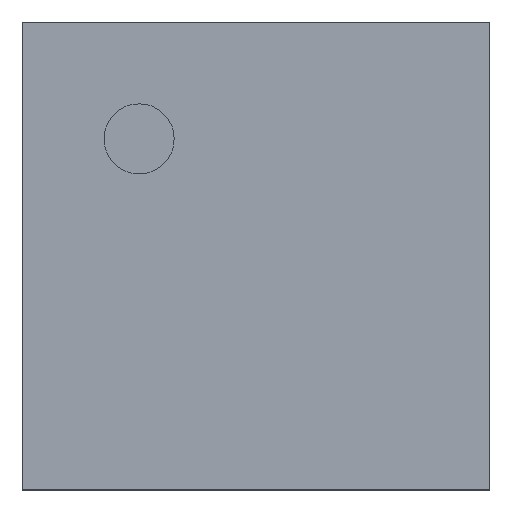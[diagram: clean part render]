
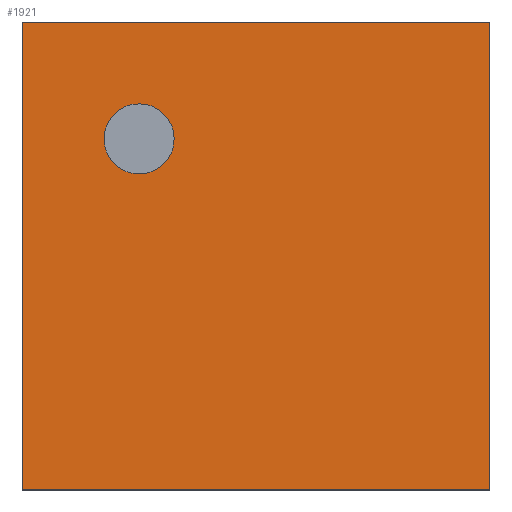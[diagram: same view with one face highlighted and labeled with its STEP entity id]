
A CAD part, top view. The second image highlights one B-rep face of the part: STEP entity #1921.
In plain terms, the highlighted planar face has unit normal (0, 0, 1).
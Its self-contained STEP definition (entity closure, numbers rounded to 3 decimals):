
#42 = VERTEX_POINT ( 'NONE', #1665 ) ;
#158 = VECTOR ( 'NONE', #247, 1000. ) ;
#165 = VERTEX_POINT ( 'NONE', #1243 ) ;
#227 = EDGE_CURVE ( 'NONE', #165, #1308, #1717, .T. ) ;
#242 = EDGE_LOOP ( 'NONE', ( #1983, #1626 ) ) ;
#247 = DIRECTION ( 'NONE',  ( 1., 0., 0. ) ) ;
#252 = EDGE_CURVE ( 'NONE', #394, #165, #920, .T. ) ;
#281 = DIRECTION ( 'NONE',  ( 0., 1., 0. ) ) ;
#296 = FACE_BOUND ( 'NONE', #242, .T. ) ;
#332 = AXIS2_PLACEMENT_3D ( 'NONE', #788, #835, #1836 ) ;
#394 = VERTEX_POINT ( 'NONE', #766 ) ;
#525 = DIRECTION ( 'NONE',  ( 0., 0., 1. ) ) ;
#542 = VECTOR ( 'NONE', #2003, 1000. ) ;
#554 = ORIENTED_EDGE ( 'NONE', *, *, #227, .T. ) ;
#559 = EDGE_LOOP ( 'NONE', ( #944, #1423, #554, #2017 ) ) ;
#692 = EDGE_CURVE ( 'NONE', #1356, #42, #947, .T. ) ;
#700 = DIRECTION ( 'NONE',  ( 0., 0., -1. ) ) ;
#747 = AXIS2_PLACEMENT_3D ( 'NONE', #1264, #525, #1293 ) ;
#766 = CARTESIAN_POINT ( 'NONE',  ( -1., -1., 0.95 ) ) ;
#788 = CARTESIAN_POINT ( 'NONE',  ( -0.5, 0.5, 0.95 ) ) ;
#835 = DIRECTION ( 'NONE',  ( 0., 0., -1. ) ) ;
#863 = DIRECTION ( 'NONE',  ( 1., 0., 0. ) ) ;
#865 = DIRECTION ( 'NONE',  ( 0., -1., 0. ) ) ;
#911 = CARTESIAN_POINT ( 'NONE',  ( 1., 0., 0.95 ) ) ;
#920 = LINE ( 'NONE', #1701, #158 ) ;
#944 = ORIENTED_EDGE ( 'NONE', *, *, #1767, .T. ) ;
#947 = CIRCLE ( 'NONE', #332, 0.15 ) ;
#1090 = VECTOR ( 'NONE', #281, 1000. ) ;
#1180 = CARTESIAN_POINT ( 'NONE',  ( 0., 1., 0.95 ) ) ;
#1243 = CARTESIAN_POINT ( 'NONE',  ( 1., -1., 0.95 ) ) ;
#1244 = CARTESIAN_POINT ( 'NONE',  ( -0.65, 0.5, 0.95 ) ) ;
#1264 = CARTESIAN_POINT ( 'NONE',  ( 0., 0., 0.95 ) ) ;
#1293 = DIRECTION ( 'NONE',  ( 1., 0., 0. ) ) ;
#1308 = VERTEX_POINT ( 'NONE', #1347 ) ;
#1336 = CARTESIAN_POINT ( 'NONE',  ( -1., 1., 0.95 ) ) ;
#1347 = CARTESIAN_POINT ( 'NONE',  ( 1., 1., 0.95 ) ) ;
#1356 = VERTEX_POINT ( 'NONE', #1244 ) ;
#1358 = CARTESIAN_POINT ( 'NONE',  ( -1., 0., 0.95 ) ) ;
#1407 = LINE ( 'NONE', #1358, #2001 ) ;
#1415 = FACE_OUTER_BOUND ( 'NONE', #559, .T. ) ;
#1423 = ORIENTED_EDGE ( 'NONE', *, *, #252, .T. ) ;
#1435 = CIRCLE ( 'NONE', #1865, 0.15 ) ;
#1626 = ORIENTED_EDGE ( 'NONE', *, *, #692, .T. ) ;
#1665 = CARTESIAN_POINT ( 'NONE',  ( -0.35, 0.5, 0.95 ) ) ;
#1672 = VERTEX_POINT ( 'NONE', #1336 ) ;
#1679 = CARTESIAN_POINT ( 'NONE',  ( -0.5, 0.5, 0.95 ) ) ;
#1701 = CARTESIAN_POINT ( 'NONE',  ( 0., -1., 0.95 ) ) ;
#1717 = LINE ( 'NONE', #911, #1090 ) ;
#1767 = EDGE_CURVE ( 'NONE', #1672, #394, #1407, .T. ) ;
#1824 = LINE ( 'NONE', #1180, #542 ) ;
#1836 = DIRECTION ( 'NONE',  ( 1., 0., 0. ) ) ;
#1865 = AXIS2_PLACEMENT_3D ( 'NONE', #1679, #700, #863 ) ;
#1921 = ADVANCED_FACE ( 'NONE', ( #296, #1415 ), #2058, .T. ) ;
#1983 = ORIENTED_EDGE ( 'NONE', *, *, #2077, .T. ) ;
#2001 = VECTOR ( 'NONE', #865, 1000. ) ;
#2003 = DIRECTION ( 'NONE',  ( -1., 0., 0. ) ) ;
#2017 = ORIENTED_EDGE ( 'NONE', *, *, #2078, .T. ) ;
#2058 = PLANE ( 'NONE',  #747 ) ;
#2077 = EDGE_CURVE ( 'NONE', #42, #1356, #1435, .T. ) ;
#2078 = EDGE_CURVE ( 'NONE', #1308, #1672, #1824, .T. ) ;
